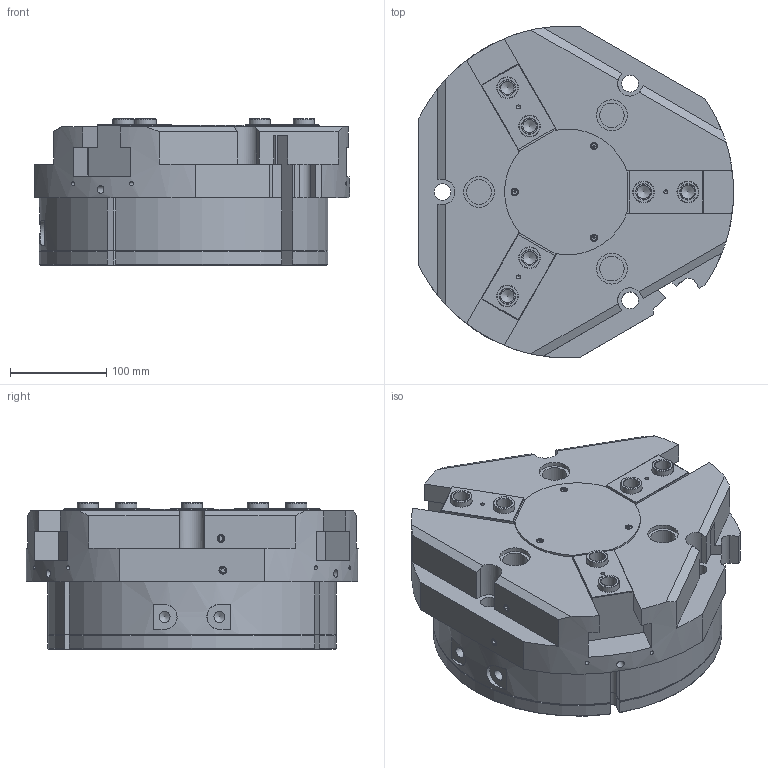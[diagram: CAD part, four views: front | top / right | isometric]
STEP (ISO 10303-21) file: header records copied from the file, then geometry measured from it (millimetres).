
FILE_DESCRIPTION(/* description */ (''),/* implementation_level */ '2;1');
FILE_NAME(/* name */ 'PZP-300-C1.stp',/* time_stamp */ '2019-06-06T15:13:33+02:00',/* author */ ('Tecnico'),/* organization */ ('OMIL'),/* preprocessor_version */ 'ST-DEVELOPER v17',/* originating_system */ 'Autodesk Inventor 2019',/* authorisation */ '');
FILE_SCHEMA (('AUTOMOTIVE_DESIGN { 1 0 10303 214 3 1 1 }'));
Length unit declared in the file: millimetre
Products named in the file (9): PZP-300-C1; PZP-300-CLIENTE; PZP-300  GRIFFA C1 (OPP-300_PGP-300)-CLIENTE; PZP-300-COPERCHIO-CLIENTE; PZP-300-FONDELLO-CLIENTE; ISO 10642  - M3  x  8; ISO 10642  - M10  x  25; DIN 913 - M8 x 8; BOCCOLA 22H7L13.9
Assembly tree (27 placements, depth 2):
  PZP-300-C1
    PZP-300-CLIENTE
    PZP-300  GRIFFA C1 (OPP-300_PGP-300)-CLIENTE  x3
    PZP-300-COPERCHIO-CLIENTE
    PZP-300-FONDELLO-CLIENTE
    ISO 10642  - M3  x  8  x3
    ISO 10642  - M10  x  25  x8
    DIN 913 - M8 x 8  x4
    BOCCOLA 22H7L13.9  x6
Bounding box: 327.5 x 345 x 152 mm (x, y, z)
Volume: 10301786 mm3; surface area: 744209.3 mm2
Topology: 27 solids, 27 shells, 631 faces, 1667 edges, 1119 vertices
Faces by surface type: plane 357, cylinder 153, cone 121
Full cylindrical faces by diameter (mm): 2.459 x3, 3 x3, 3.6 x3, 4 x3, 4.134 x9, 4.917 x3, 5.54 x3, 6 x1, 6.647 x4, 8 x7, 8.376 x8, 8.5 x3, 9.1 x3, 10 x10, 11 x10, 11.445 x2, 13.835 x6, 16.2 x6, 17.5 x6, 19.22 x8, 22 x12, 25.5 x3, 32 x3, 220 x1
Entity records: 12142 total; most frequent: CARTESIAN_POINT 2456, DIRECTION 2029, ORIENTED_EDGE 1872, EDGE_CURVE 936, AXIS2_PLACEMENT_3D 762, VERTEX_POINT 657, LINE 505, VECTOR 505
